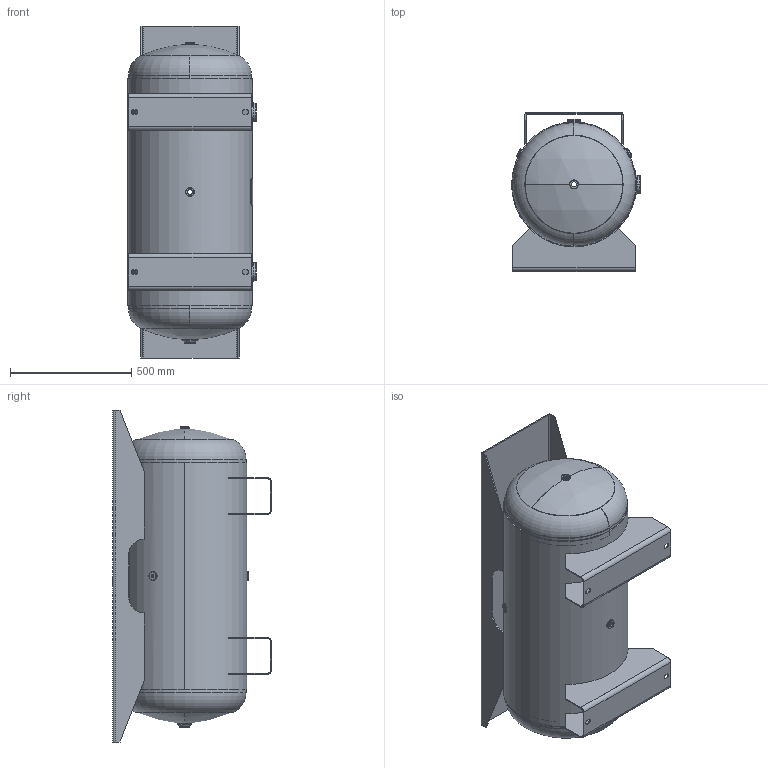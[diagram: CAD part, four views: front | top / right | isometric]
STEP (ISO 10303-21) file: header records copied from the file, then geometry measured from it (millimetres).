
FILE_DESCRIPTION (( 'STEP AP214' ), '1' );
FILE_NAME ('302693.STEP', '2024-04-16T21:05:31', ( '' ), ( '' ), 'SwSTEP 2.0', 'SolidWorks 2022', '' );
FILE_SCHEMA (( 'AUTOMOTIVE_DESIGN' ));
Length unit declared in the file: inch
Products named in the file (13): PHOENIX RAD FLANGE_100P705-7R; PHOENIX RAD FLANGE_200P958 OR; PHOENIX FLAT FLANGE_0250P391; A88124; PHOENIX FLAT FLANGE_0375; HEAD_20X124PLN; 302693; NP-HOR_20; 302693-SL; PHOENIX FLAT FLANGE_1000; PHOENIX FLAT FLANGE_0500P393; A98355
Assembly tree (17 placements, depth 2):
  302693
    302693-SL
    HEAD_20X124PLN
    HEAD_20X124PLN
    PHOENIX RAD FLANGE_200P958 OR  x2
    PHOENIX RAD FLANGE_100P705-7R
    PHOENIX FLAT FLANGE_1000
    PHOENIX FLAT FLANGE_0500P393  x2
    PHOENIX FLAT FLANGE_0375
    PHOENIX FLAT FLANGE_0250P391  x3
    A98355
    A88124  x2
    NP-HOR_20
Bounding box: 532.49 x 656.81 x 1371.6 mm (x, y, z)
Volume: 14418782.4 mm3; surface area: 6895638.6 mm2
Topology: 17 solids, 17 shells, 401 faces, 878 edges, 526 vertices
Faces by surface type: cylinder 125, torus 122, plane 118, bspline 28, sphere 8
Full cylindrical faces by diameter (mm): 508 x1, 515.823 x1
Entity records: 17380 total; most frequent: CARTESIAN_POINT 10528, DIRECTION 1380, ORIENTED_EDGE 1232, EDGE_CURVE 616, AXIS2_PLACEMENT_3D 592, VERTEX_POINT 372, EDGE_LOOP 330, CIRCLE 324
